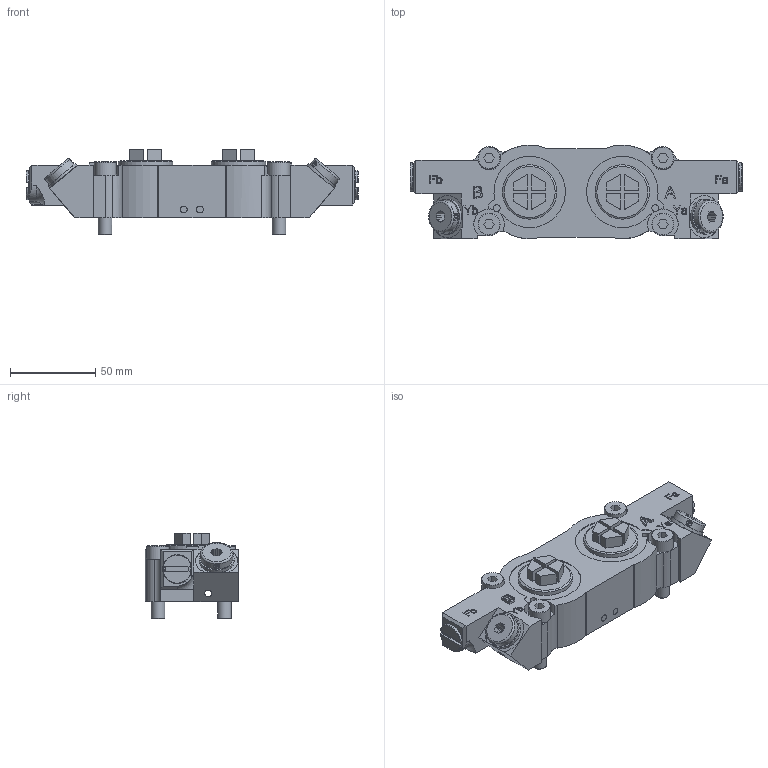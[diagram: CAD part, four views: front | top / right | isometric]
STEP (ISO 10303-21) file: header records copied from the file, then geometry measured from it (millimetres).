
FILE_DESCRIPTION(/* description */ ('Unknown'),/* implementation_level */ '2;1');
FILE_NAME(/* name */ 'AP-1630-524_STEP',/* time_stamp */ '2022-01-06T11:14:52+01:00',/* author */ ('Unknown'),/* organization */ ('Unknown'),/* preprocessor_version */ 'ST-DEVELOPER v16.7',/* originating_system */ 'DEX',/* authorisation */ $);
FILE_SCHEMA (('AUTOMOTIVE_DESIGN {1 0 10303 214 3 1 1}'));
Length unit declared in the file: millimetre
Products named in the file (30): 1435551_-_000210335; 1441856_Ventilplatte BFY_000190932_oa_0; 1243072_Ventilkegel_000191018_oa_1; 1243072_Ventilkegel_000191018_oa_2; 1243074_Überdruckventilfeder_000191019_oa_3; 1441594_Dichtung_000189054_oa_4; 1441594_Dichtung_000189054_oa_5; 1441839_ZYLINDERKOPFSCHRAUBE_000195208_oa_6; 1441839_ZYLINDERKOPFSCHRAUBE_000195208_oa_7; 1441839_ZYLINDERKOPFSCHRAUBE_000195208_oa_8; 1441839_ZYLINDERKOPFSCHRAUBE_000195208_oa_9; 1431380_KUNSTSTOFF SCHRAUBSTOPFEN_000195210_oa_10; 1431380_KUNSTSTOFF SCHRAUBSTOPFEN_000195210_oa_11; 1441690_Stopfen DBV M15X1_000190931_oa_12; 1441691_O-RING_000194657_oa_13; EO Verschluss-Stopfen fuer Einschraubloecher VSTI1_4EDCF_oa_14; SK 550- 040 4,0; Teil  AAB 4069_oa_15; Teil  AAB 4069_oa_16; Teil  AAB 4069_oa_17; Teil  AAB 4069_oa_18; Teil  AAB 4069_oa_19; Teil  AAB 4069_oa_20; 1441595_DBV Gehäuse_000190891_oa_21; 1441595_DBV Gehäuse_000190891_oa_22; 1441690_Stopfen DBV M15X1_000190931_oa_23; 1441691_O-RING_000194657_oa_24; 1441663_USITRING_000195227; EO Verschluss-Stopfen fuer Einschraubloecher VSTI1_4EDCF_oa_25; HR-0111-027_oa_0_0
Assembly tree (31 placements, depth 2):
  1435551_-_000210335
    1441856_Ventilplatte BFY_000190932_oa_0
    1243072_Ventilkegel_000191018_oa_1
    1243072_Ventilkegel_000191018_oa_2
    1243074_Überdruckventilfeder_000191019_oa_3
    1441594_Dichtung_000189054_oa_4
    1441594_Dichtung_000189054_oa_5
    1441839_ZYLINDERKOPFSCHRAUBE_000195208_oa_6
    1441839_ZYLINDERKOPFSCHRAUBE_000195208_oa_7
    1441839_ZYLINDERKOPFSCHRAUBE_000195208_oa_8
    1441839_ZYLINDERKOPFSCHRAUBE_000195208_oa_9
    1431380_KUNSTSTOFF SCHRAUBSTOPFEN_000195210_oa_10
    1431380_KUNSTSTOFF SCHRAUBSTOPFEN_000195210_oa_11
    1441690_Stopfen DBV M15X1_000190931_oa_12
    1441691_O-RING_000194657_oa_13
    EO Verschluss-Stopfen fuer Einschraubloecher VSTI1_4EDCF_oa_14
    SK 550- 040 4,0  x2
    Teil  AAB 4069_oa_15
    Teil  AAB 4069_oa_16
    Teil  AAB 4069_oa_17
    Teil  AAB 4069_oa_18
    Teil  AAB 4069_oa_19
    Teil  AAB 4069_oa_20
    1441595_DBV Gehäuse_000190891_oa_21
    1441595_DBV Gehäuse_000190891_oa_22
    1441690_Stopfen DBV M15X1_000190931_oa_23
    1441691_O-RING_000194657_oa_24
    1441663_USITRING_000195227  x2
    EO Verschluss-Stopfen fuer Einschraubloecher VSTI1_4EDCF_oa_25
    HR-0111-027_oa_0_0
Bounding box: 195.2 x 55 x 50.5 mm (x, y, z)
Volume: 129845.5 mm3; surface area: 79348.5 mm2
Topology: 24 solids, 24 shells, 714 faces, 1855 edges, 1223 vertices
Faces by surface type: plane 464, cylinder 158, cone 43, torus 25, bspline 24
Full cylindrical faces by diameter (mm): 3 x2, 3.36 x2, 4 x16, 6.2 x2, 8 x4, 8.5 x4, 10 x1, 11.2 x2, 11.445 x2, 11.9 x1, 13 x5, 13.157 x2, 13.2 x1, 13.7 x2, 13.917 x2, 14 x3, 15 x5, 15.1 x2, 15.7 x4, 17 x2, 19 x2, 20.6 x2, 21 x2, 24.117 x2, 26.5 x2, 32 x2
Entity records: 25464 total; most frequent: CARTESIAN_POINT 5449, DIRECTION 3369, ORIENTED_EDGE 3284, EDGE_CURVE 1642, AXIS2_PLACEMENT_3D 1155, VERTEX_POINT 1154, LINE 1059, VECTOR 1059
